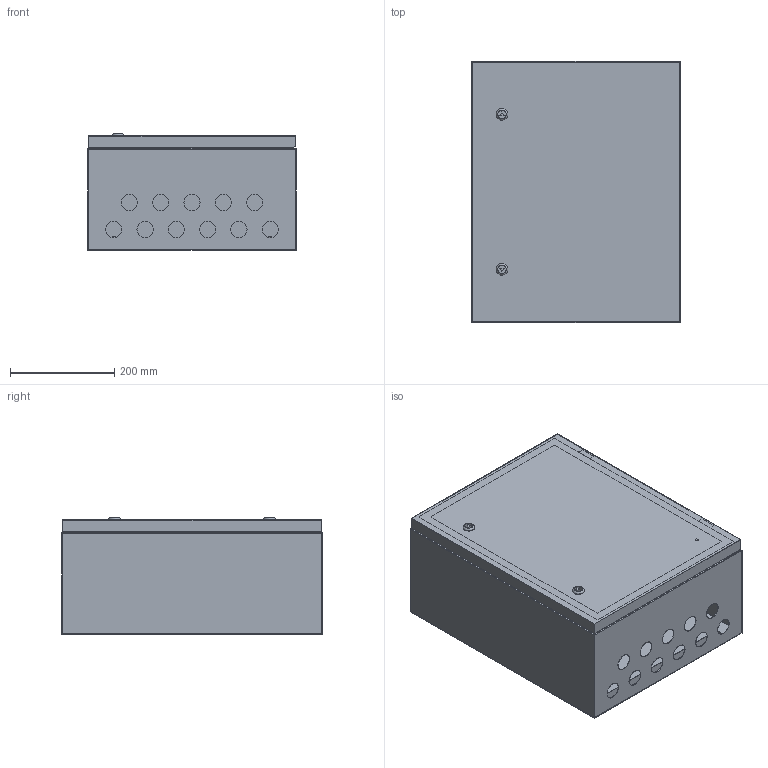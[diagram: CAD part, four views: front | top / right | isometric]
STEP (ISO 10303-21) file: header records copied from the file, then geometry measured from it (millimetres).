
FILE_DESCRIPTION (( 'STEP AP203' ), '1' );
FILE_NAME ('YKM40-02-54 Êîðïóñ ìåòàëëè÷åñêèé ÙÌÏ-2-0 (500õ400õ220) 74 Ó2 IP54 IEK.STEP', '2026-02-12T13:29:10', ( '' ), ( '' ), 'SwSTEP 2.0', 'SolidWorks 2022', '' );
FILE_SCHEMA (( 'CONFIG_CONTROL_DESIGN' ));
Length unit declared in the file: millimetre
Products named in the file (1): YKM40-02-54 Корпус металлический ЩМП-2-0 (500х400х220) 74 У2 IP54 IEK
Bounding box: 400 x 500 x 224 mm (x, y, z)
Volume: 1212760.9 mm3; surface area: 2075312.4 mm2
Topology: 3 solids, 3 shells, 200 faces, 530 edges, 355 vertices
Faces by surface type: plane 139, cylinder 59, torus 2
Full cylindrical faces by diameter (mm): 4.2 x6, 6 x6, 8 x8, 16 x2, 22.5 x4, 31 x11
Entity records: 5967 total; most frequent: CARTESIAN_POINT 1029, DIRECTION 968, ORIENTED_EDGE 940, EDGE_CURVE 470, LINE 358, VECTOR 358, VERTEX_POINT 334, EDGE_LOOP 308
